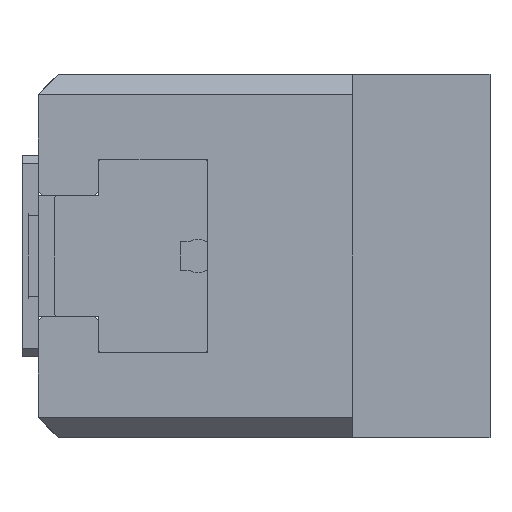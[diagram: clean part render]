
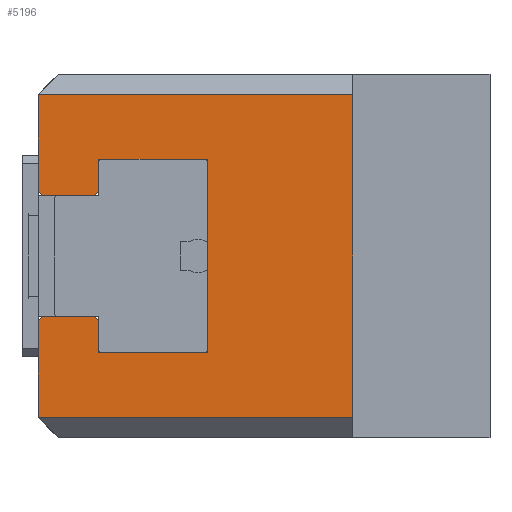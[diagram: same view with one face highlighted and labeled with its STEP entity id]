
A CAD part, left-side view. The second image highlights one B-rep face of the part: STEP entity #5196.
In plain terms, the highlighted planar face has unit normal (-1, 0, 0).
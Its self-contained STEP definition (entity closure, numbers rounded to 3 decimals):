
#39 = DIRECTION ( 'NONE',  ( 0., 0.707, 0.707 ) ) ;
#42 = VECTOR ( 'NONE', #39, 1000. ) ;
#447 = CARTESIAN_POINT ( 'NONE',  ( -100., 97., -16. ) ) ;
#448 = DIRECTION ( 'NONE',  ( 0., 0., 1. ) ) ;
#449 = VECTOR ( 'NONE', #448, 1000. ) ;
#542 = CARTESIAN_POINT ( 'NONE',  ( -100., 97., -24. ) ) ;
#543 = LINE ( 'NONE', #542, #449 ) ;
#557 = CARTESIAN_POINT ( 'NONE',  ( -100., 112., 16. ) ) ;
#561 = CARTESIAN_POINT ( 'NONE',  ( -100., 112., 40. ) ) ;
#562 = DIRECTION ( 'NONE',  ( 0., 0., -1. ) ) ;
#563 = VECTOR ( 'NONE', #562, 1000. ) ;
#564 = CARTESIAN_POINT ( 'NONE',  ( -100., 112., 45. ) ) ;
#565 = LINE ( 'NONE', #564, #563 ) ;
#582 = LINE ( 'NONE', #583, #42 ) ;
#583 = CARTESIAN_POINT ( 'NONE',  ( -100., 97., -16. ) ) ;
#640 = CARTESIAN_POINT ( 'NONE',  ( -100., 112., -40. ) ) ;
#678 = CARTESIAN_POINT ( 'NONE',  ( -100., 34., -40. ) ) ;
#695 = DIRECTION ( 'NONE',  ( 0., 1., 0. ) ) ;
#696 = VECTOR ( 'NONE', #695, 1000. ) ;
#697 = CARTESIAN_POINT ( 'NONE',  ( -100., 111., -15. ) ) ;
#698 = LINE ( 'NONE', #697, #696 ) ;
#704 = DIRECTION ( 'NONE',  ( 0., -0.707, -0.707 ) ) ;
#705 = VECTOR ( 'NONE', #704, 1000. ) ;
#706 = CARTESIAN_POINT ( 'NONE',  ( -100., 112., 16. ) ) ;
#707 = LINE ( 'NONE', #711, #710 ) ;
#708 = CARTESIAN_POINT ( 'NONE',  ( -100., 98., 15. ) ) ;
#709 = DIRECTION ( 'NONE',  ( 0., -1., 0. ) ) ;
#710 = VECTOR ( 'NONE', #709, 1000. ) ;
#711 = CARTESIAN_POINT ( 'NONE',  ( -100., 111., 15. ) ) ;
#725 = LINE ( 'NONE', #706, #705 ) ;
#726 = CARTESIAN_POINT ( 'NONE',  ( -100., 98., -15. ) ) ;
#743 = DIRECTION ( 'NONE',  ( 0., 0., 1. ) ) ;
#744 = VECTOR ( 'NONE', #743, 1000. ) ;
#745 = CARTESIAN_POINT ( 'NONE',  ( -100., 97., 16. ) ) ;
#746 = LINE ( 'NONE', #745, #744 ) ;
#754 = DIRECTION ( 'NONE',  ( 0., 0., -1. ) ) ;
#755 = VECTOR ( 'NONE', #754, 1000. ) ;
#756 = CARTESIAN_POINT ( 'NONE',  ( -100., 112., 45. ) ) ;
#757 = LINE ( 'NONE', #756, #755 ) ;
#764 = LINE ( 'NONE', #767, #766 ) ;
#765 = DIRECTION ( 'NONE',  ( 0., 0., -1. ) ) ;
#766 = VECTOR ( 'NONE', #765, 1000. ) ;
#767 = CARTESIAN_POINT ( 'NONE',  ( -100., 34., 45. ) ) ;
#768 = VECTOR ( 'NONE', #777, 1000. ) ;
#769 = CARTESIAN_POINT ( 'NONE',  ( -100., 112., 40. ) ) ;
#770 = LINE ( 'NONE', #769, #768 ) ;
#777 = DIRECTION ( 'NONE',  ( 0., 1., 0. ) ) ;
#778 = DIRECTION ( 'NONE',  ( 0., 1., 0. ) ) ;
#779 = VECTOR ( 'NONE', #778, 1000. ) ;
#780 = CARTESIAN_POINT ( 'NONE',  ( -100., 97., -24. ) ) ;
#781 = LINE ( 'NONE', #780, #779 ) ;
#782 = CARTESIAN_POINT ( 'NONE',  ( -100., 112., -16. ) ) ;
#783 = LINE ( 'NONE', #782, #786 ) ;
#784 = CARTESIAN_POINT ( 'NONE',  ( -100., 70., -24. ) ) ;
#785 = DIRECTION ( 'NONE',  ( 0., 0.707, -0.707 ) ) ;
#786 = VECTOR ( 'NONE', #785, 1000. ) ;
#787 = VECTOR ( 'NONE', #793, 1000. ) ;
#788 = CARTESIAN_POINT ( 'NONE',  ( -100., 98., 15. ) ) ;
#789 = LINE ( 'NONE', #788, #787 ) ;
#790 = CARTESIAN_POINT ( 'NONE',  ( -100., 97., 16. ) ) ;
#792 = CARTESIAN_POINT ( 'NONE',  ( -100., 97., -24. ) ) ;
#793 = DIRECTION ( 'NONE',  ( 0., -0.707, 0.707 ) ) ;
#810 = CARTESIAN_POINT ( 'NONE',  ( -100., 111., 15. ) ) ;
#817 = CARTESIAN_POINT ( 'NONE',  ( -100., 97., 24. ) ) ;
#818 = DIRECTION ( 'NONE',  ( 0., 0., -1. ) ) ;
#819 = VECTOR ( 'NONE', #818, 1000. ) ;
#820 = CARTESIAN_POINT ( 'NONE',  ( -100., 70., -24. ) ) ;
#821 = LINE ( 'NONE', #820, #819 ) ;
#827 = CARTESIAN_POINT ( 'NONE',  ( -100., 70., 24. ) ) ;
#844 = LINE ( 'NONE', #849, #848 ) ;
#847 = DIRECTION ( 'NONE',  ( 0., -1., 0. ) ) ;
#848 = VECTOR ( 'NONE', #847, 1000. ) ;
#849 = CARTESIAN_POINT ( 'NONE',  ( -100., 112., -40. ) ) ;
#851 = CARTESIAN_POINT ( 'NONE',  ( -100., 34., 40. ) ) ;
#858 = LINE ( 'NONE', #862, #861 ) ;
#861 = VECTOR ( 'NONE', #864, 1000. ) ;
#862 = CARTESIAN_POINT ( 'NONE',  ( -100., 97., 24. ) ) ;
#863 = FACE_OUTER_BOUND ( 'NONE', #5282, .T. ) ;
#864 = DIRECTION ( 'NONE',  ( 0., -1., 0. ) ) ;
#887 = PLANE ( 'NONE',  #891 ) ;
#888 = DIRECTION ( 'NONE',  ( 0., 0., -1. ) ) ;
#889 = DIRECTION ( 'NONE',  ( 1., 0., 0. ) ) ;
#890 = CARTESIAN_POINT ( 'NONE',  ( -100., 112., 45. ) ) ;
#891 = AXIS2_PLACEMENT_3D ( 'NONE', #890, #889, #888 ) ;
#901 = CARTESIAN_POINT ( 'NONE',  ( -100., 111., -15. ) ) ;
#907 = CARTESIAN_POINT ( 'NONE',  ( -100., 112., -16. ) ) ;
#4860 = VERTEX_POINT ( 'NONE', #557 ) ;
#4864 = EDGE_CURVE ( 'NONE', #4866, #4860, #565, .T. ) ;
#4866 = VERTEX_POINT ( 'NONE', #561 ) ;
#4909 = EDGE_CURVE ( 'NONE', #5145, #4910, #543, .T. ) ;
#4910 = VERTEX_POINT ( 'NONE', #447 ) ;
#4922 = VERTEX_POINT ( 'NONE', #640 ) ;
#4974 = ORIENTED_EDGE ( 'NONE', *, *, #4975, .T. ) ;
#4975 = EDGE_CURVE ( 'NONE', #4910, #4976, #582, .T. ) ;
#4976 = VERTEX_POINT ( 'NONE', #726 ) ;
#4993 = ORIENTED_EDGE ( 'NONE', *, *, #4994, .T. ) ;
#4994 = EDGE_CURVE ( 'NONE', #4860, #5288, #725, .T. ) ;
#4995 = ORIENTED_EDGE ( 'NONE', *, *, #4996, .T. ) ;
#4996 = EDGE_CURVE ( 'NONE', #5288, #4998, #707, .T. ) ;
#4998 = VERTEX_POINT ( 'NONE', #708 ) ;
#5046 = ORIENTED_EDGE ( 'NONE', *, *, #5179, .T. ) ;
#5047 = VERTEX_POINT ( 'NONE', #678 ) ;
#5048 = EDGE_CURVE ( 'NONE', #4976, #5204, #698, .T. ) ;
#5049 = ORIENTED_EDGE ( 'NONE', *, *, #5048, .T. ) ;
#5058 = EDGE_CURVE ( 'NONE', #5140, #5260, #746, .T. ) ;
#5092 = ORIENTED_EDGE ( 'NONE', *, *, #5116, .T. ) ;
#5094 = VERTEX_POINT ( 'NONE', #827 ) ;
#5116 = EDGE_CURVE ( 'NONE', #5208, #4922, #757, .T. ) ;
#5117 = ORIENTED_EDGE ( 'NONE', *, *, #5118, .F. ) ;
#5118 = EDGE_CURVE ( 'NONE', #5180, #5047, #764, .T. ) ;
#5124 = EDGE_CURVE ( 'NONE', #5180, #4866, #770, .T. ) ;
#5125 = ORIENTED_EDGE ( 'NONE', *, *, #5124, .T. ) ;
#5128 = EDGE_CURVE ( 'NONE', #5137, #5145, #781, .T. ) ;
#5130 = EDGE_CURVE ( 'NONE', #5204, #5208, #783, .T. ) ;
#5132 = ORIENTED_EDGE ( 'NONE', *, *, #5244, .T. ) ;
#5135 = ORIENTED_EDGE ( 'NONE', *, *, #5130, .T. ) ;
#5137 = VERTEX_POINT ( 'NONE', #784 ) ;
#5138 = ORIENTED_EDGE ( 'NONE', *, *, #5139, .T. ) ;
#5139 = EDGE_CURVE ( 'NONE', #4998, #5140, #789, .T. ) ;
#5140 = VERTEX_POINT ( 'NONE', #790 ) ;
#5141 = ORIENTED_EDGE ( 'NONE', *, *, #5058, .T. ) ;
#5145 = VERTEX_POINT ( 'NONE', #792 ) ;
#5146 = ORIENTED_EDGE ( 'NONE', *, *, #4909, .T. ) ;
#5179 = EDGE_CURVE ( 'NONE', #4922, #5047, #844, .T. ) ;
#5180 = VERTEX_POINT ( 'NONE', #851 ) ;
#5190 = EDGE_CURVE ( 'NONE', #5260, #5094, #858, .T. ) ;
#5196 = ADVANCED_FACE ( 'NONE', ( #863 ), #887, .F. ) ;
#5204 = VERTEX_POINT ( 'NONE', #901 ) ;
#5208 = VERTEX_POINT ( 'NONE', #907 ) ;
#5243 = ORIENTED_EDGE ( 'NONE', *, *, #5128, .T. ) ;
#5244 = EDGE_CURVE ( 'NONE', #5094, #5137, #821, .T. ) ;
#5260 = VERTEX_POINT ( 'NONE', #817 ) ;
#5262 = ORIENTED_EDGE ( 'NONE', *, *, #5190, .T. ) ;
#5282 = EDGE_LOOP ( 'NONE', ( #5283, #4993, #4995, #5138, #5141, #5262, #5132, #5243, #5146, #4974, #5049, #5135, #5092, #5046, #5117, #5125 ) ) ;
#5283 = ORIENTED_EDGE ( 'NONE', *, *, #4864, .T. ) ;
#5288 = VERTEX_POINT ( 'NONE', #810 ) ;
